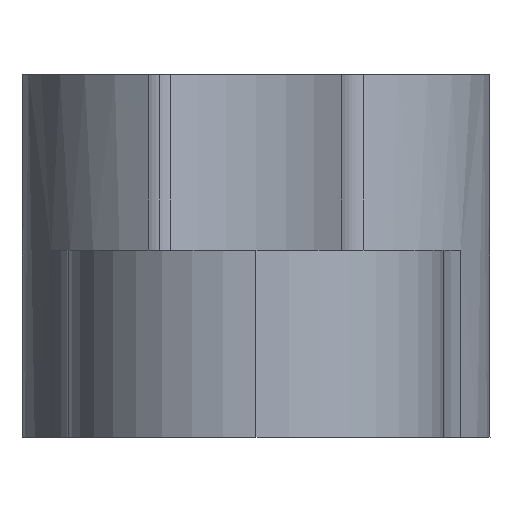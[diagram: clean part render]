
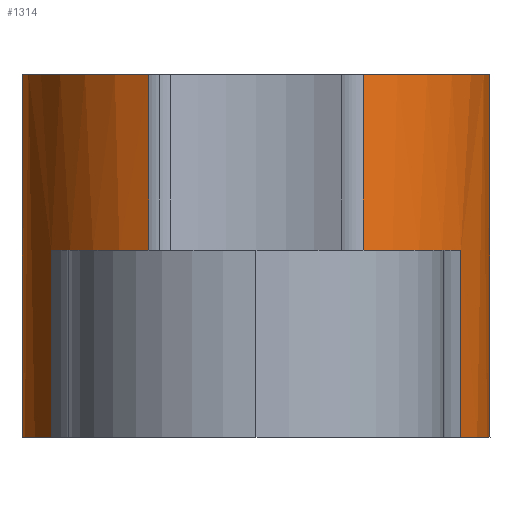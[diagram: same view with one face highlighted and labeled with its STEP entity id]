
A CAD part, left-side view. The second image highlights one B-rep face of the part: STEP entity #1314.
In plain terms, the highlighted cylindrical face has radius 5 mm (diameter 10 mm), a partial arc.
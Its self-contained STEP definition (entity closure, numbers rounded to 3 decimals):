
#423 = EDGE_CURVE('',#424,#426,#428,.T.);
#424 = VERTEX_POINT('',#425);
#425 = CARTESIAN_POINT('',(-4.444,-2.291,7.75));
#426 = VERTEX_POINT('',#427);
#427 = CARTESIAN_POINT('',(-4.444,2.291,7.75));
#428 = CIRCLE('',#429,5.);
#429 = AXIS2_PLACEMENT_3D('',#430,#431,#432);
#430 = CARTESIAN_POINT('',(0.,0.,7.75));
#431 = DIRECTION('',(0.,0.,1.));
#432 = DIRECTION('',(1.,0.,-0.));
#1314 = ADVANCED_FACE('',(#1315),#1375,.T.);
#1315 = FACE_BOUND('',#1316,.T.);
#1316 = EDGE_LOOP('',(#1317,#1328,#1334,#1335,#1343,#1352,#1360,#1369));
#1317 = ORIENTED_EDGE('',*,*,#1318,.T.);
#1318 = EDGE_CURVE('',#1319,#1321,#1323,.T.);
#1319 = VERTEX_POINT('',#1320);
#1320 = CARTESIAN_POINT('',(-2.421,4.375,4.));
#1321 = VERTEX_POINT('',#1322);
#1322 = CARTESIAN_POINT('',(-4.444,2.291,4.));
#1323 = CIRCLE('',#1324,5.);
#1324 = AXIS2_PLACEMENT_3D('',#1325,#1326,#1327);
#1325 = CARTESIAN_POINT('',(0.,0.,4.));
#1326 = DIRECTION('',(0.,0.,1.));
#1327 = DIRECTION('',(1.,0.,-0.));
#1328 = ORIENTED_EDGE('',*,*,#1329,.T.);
#1329 = EDGE_CURVE('',#1321,#426,#1330,.T.);
#1330 = LINE('',#1331,#1332);
#1331 = CARTESIAN_POINT('',(-4.444,2.291,
    10.083));
#1332 = VECTOR('',#1333,1.);
#1333 = DIRECTION('',(-0.,-0.,1.));
#1334 = ORIENTED_EDGE('',*,*,#423,.F.);
#1335 = ORIENTED_EDGE('',*,*,#1336,.T.);
#1336 = EDGE_CURVE('',#424,#1337,#1339,.T.);
#1337 = VERTEX_POINT('',#1338);
#1338 = CARTESIAN_POINT('',(-4.444,-2.291,4.));
#1339 = LINE('',#1340,#1341);
#1340 = CARTESIAN_POINT('',(-4.444,-2.291,
    10.083));
#1341 = VECTOR('',#1342,1.);
#1342 = DIRECTION('',(0.,0.,-1.));
#1343 = ORIENTED_EDGE('',*,*,#1344,.T.);
#1344 = EDGE_CURVE('',#1337,#1345,#1347,.T.);
#1345 = VERTEX_POINT('',#1346);
#1346 = CARTESIAN_POINT('',(-2.421,-4.375,4.));
#1347 = CIRCLE('',#1348,5.);
#1348 = AXIS2_PLACEMENT_3D('',#1349,#1350,#1351);
#1349 = CARTESIAN_POINT('',(0.,0.,4.));
#1350 = DIRECTION('',(0.,0.,1.));
#1351 = DIRECTION('',(1.,0.,-0.));
#1352 = ORIENTED_EDGE('',*,*,#1353,.T.);
#1353 = EDGE_CURVE('',#1345,#1354,#1356,.T.);
#1354 = VERTEX_POINT('',#1355);
#1355 = CARTESIAN_POINT('',(-2.421,-4.375,0.));
#1356 = LINE('',#1357,#1358);
#1357 = CARTESIAN_POINT('',(-2.421,-4.375,10.083));
#1358 = VECTOR('',#1359,1.);
#1359 = DIRECTION('',(0.,0.,-1.));
#1360 = ORIENTED_EDGE('',*,*,#1361,.F.);
#1361 = EDGE_CURVE('',#1362,#1354,#1364,.T.);
#1362 = VERTEX_POINT('',#1363);
#1363 = CARTESIAN_POINT('',(-2.421,4.375,0.));
#1364 = CIRCLE('',#1365,5.);
#1365 = AXIS2_PLACEMENT_3D('',#1366,#1367,#1368);
#1366 = CARTESIAN_POINT('',(0.,0.,0.));
#1367 = DIRECTION('',(0.,0.,-1.));
#1368 = DIRECTION('',(-1.,0.,0.));
#1369 = ORIENTED_EDGE('',*,*,#1370,.T.);
#1370 = EDGE_CURVE('',#1362,#1319,#1371,.T.);
#1371 = LINE('',#1372,#1373);
#1372 = CARTESIAN_POINT('',(-2.421,4.375,10.083));
#1373 = VECTOR('',#1374,1.);
#1374 = DIRECTION('',(-0.,-0.,1.));
#1375 = CYLINDRICAL_SURFACE('',#1376,5.);
#1376 = AXIS2_PLACEMENT_3D('',#1377,#1378,#1379);
#1377 = CARTESIAN_POINT('',(0.,0.,10.083));
#1378 = DIRECTION('',(0.,0.,-1.));
#1379 = DIRECTION('',(-1.,0.,0.));
